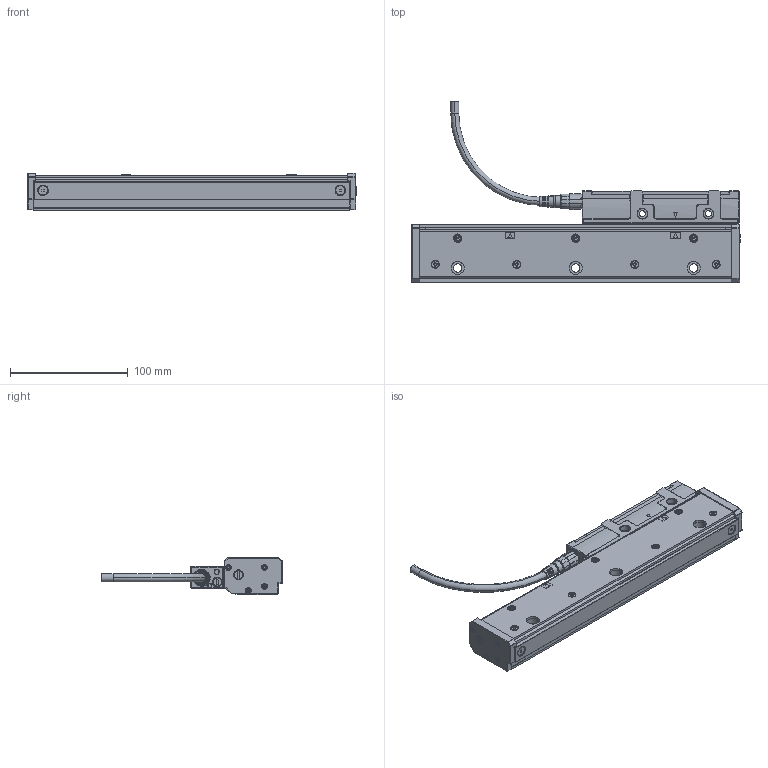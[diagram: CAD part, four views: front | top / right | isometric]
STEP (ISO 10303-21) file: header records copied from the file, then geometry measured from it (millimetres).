
FILE_DESCRIPTION(('CATIA V5 STEP'),'2;1');
FILE_NAME('SR67A-014-R.stp','2013-11-26T08:48:28+00:00',('none'),('none'),'CATIA Version 5 Release 19 SP 6 (IN-10)','CATIA V5 STEP AP214','none');
FILE_SCHEMA(('AUTOMOTIVE_DESIGN { 1 0 10303 214 1 1 1 1 }'));
Products named in the file (1): SR67A-014-R
Bounding box: 279.5 x 153.8 x 31.5 mm (x, y, z)
Volume: 428261.3 mm3; surface area: 85259.3 mm2
Topology: 1 solids, 65 shells, 2342 faces, 6121 edges, 3924 vertices
Faces by surface type: plane 1008, cylinder 895, cone 225, torus 95, sphere 75, bspline 33, extrusion 11
Entity records: 75691 total; most frequent: CARTESIAN_POINT 21467, ORIENTED_EDGE 12114, DIRECTION 9214, EDGE_CURVE 6057, AXIS2_PLACEMENT_3D 4204, VERTEX_POINT 3924, VECTOR 3029, LINE 3018
